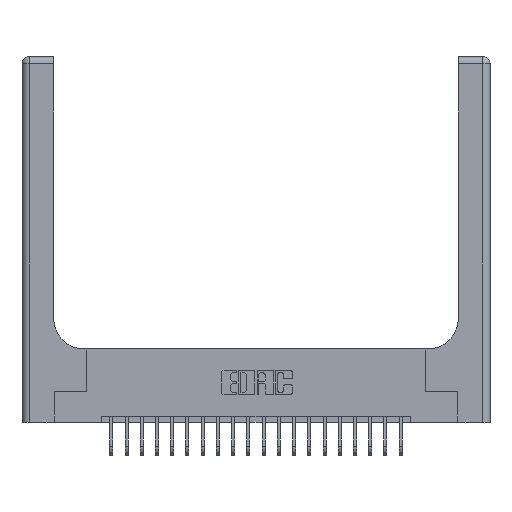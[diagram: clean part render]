
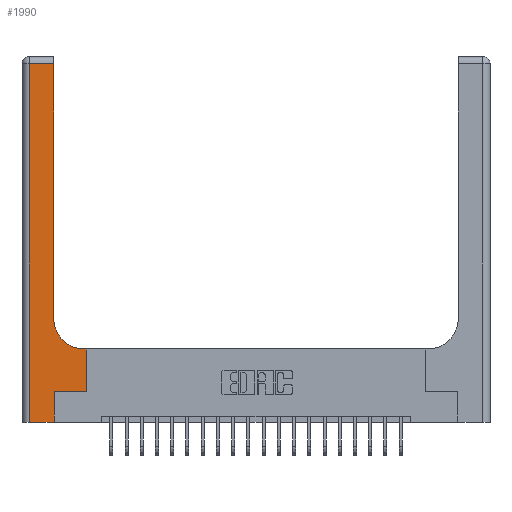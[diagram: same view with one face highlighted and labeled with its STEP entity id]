
A CAD part, top view. The second image highlights one B-rep face of the part: STEP entity #1990.
In plain terms, the highlighted planar face has unit normal (0, 0, 1).
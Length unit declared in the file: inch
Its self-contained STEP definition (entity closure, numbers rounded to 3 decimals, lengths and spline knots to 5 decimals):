
#43 = VECTOR ( 'NONE', #14532, 39.37008 ) ;
#1177 = CARTESIAN_POINT ( 'NONE',  ( 0.265, 0.25, 0.37 ) ) ;
#1409 = VECTOR ( 'NONE', #14929, 39.37008 ) ;
#1532 = VERTEX_POINT ( 'NONE', #16718 ) ;
#1744 = DIRECTION ( 'NONE',  ( 1., 0., 0. ) ) ;
#1990 = ADVANCED_FACE ( 'NONE', ( #17071 ), #6751, .F. ) ;
#2095 = CARTESIAN_POINT ( 'NONE',  ( 0.265, 0.25, 0.37 ) ) ;
#2806 = CARTESIAN_POINT ( 'NONE',  ( 0.528, 0.25, 0.37 ) ) ;
#3198 = EDGE_CURVE ( 'NONE', #14783, #19562, #17563, .T. ) ;
#3713 = LINE ( 'NONE', #5053, #7935 ) ;
#3800 = CARTESIAN_POINT ( 'NONE',  ( 0.06, 3., 0.37 ) ) ;
#4797 = VERTEX_POINT ( 'NONE', #10466 ) ;
#4984 = LINE ( 'NONE', #11706, #8663 ) ;
#5053 = CARTESIAN_POINT ( 'NONE',  ( 0., 0., 0.37 ) ) ;
#5320 = DIRECTION ( 'NONE',  ( 0., 1., 0. ) ) ;
#5448 = CARTESIAN_POINT ( 'NONE',  ( 0.06, 2.94, 0.37 ) ) ;
#5599 = CARTESIAN_POINT ( 'NONE',  ( 0.265, 0., 0.37 ) ) ;
#6076 = DIRECTION ( 'NONE',  ( 0., 1., 0. ) ) ;
#6217 = EDGE_CURVE ( 'NONE', #18789, #1532, #11323, .T. ) ;
#6456 = AXIS2_PLACEMENT_3D ( 'NONE', #16226, #8310, #19399 ) ;
#6540 = LINE ( 'NONE', #5599, #14459 ) ;
#6635 = CARTESIAN_POINT ( 'NONE',  ( 0., 2.94, 0.37 ) ) ;
#6751 = PLANE ( 'NONE',  #6456 ) ;
#6766 = DIRECTION ( 'NONE',  ( 0., 0., -1. ) ) ;
#7134 = VECTOR ( 'NONE', #6076, 39.37008 ) ;
#7206 = VECTOR ( 'NONE', #13893, 39.37008 ) ;
#7458 = ORIENTED_EDGE ( 'NONE', *, *, #6217, .T. ) ;
#7798 = VERTEX_POINT ( 'NONE', #2095 ) ;
#7806 = ORIENTED_EDGE ( 'NONE', *, *, #3198, .T. ) ;
#7935 = VECTOR ( 'NONE', #1744, 39.37008 ) ;
#8307 = LINE ( 'NONE', #17960, #13030 ) ;
#8310 = DIRECTION ( 'NONE',  ( 0., 0., -1. ) ) ;
#8331 = VERTEX_POINT ( 'NONE', #17878 ) ;
#8663 = VECTOR ( 'NONE', #10102, 39.37008 ) ;
#9784 = CARTESIAN_POINT ( 'NONE',  ( 0.528, 0.25, 0.37 ) ) ;
#10102 = DIRECTION ( 'NONE',  ( -1., 0., 0. ) ) ;
#10466 = CARTESIAN_POINT ( 'NONE',  ( 0.265, 0., 0.37 ) ) ;
#10490 = ORIENTED_EDGE ( 'NONE', *, *, #12133, .T. ) ;
#10541 = EDGE_CURVE ( 'NONE', #19897, #14783, #8307, .T. ) ;
#11323 = LINE ( 'NONE', #2806, #7134 ) ;
#11590 = EDGE_LOOP ( 'NONE', ( #14019, #7806, #12818, #13821, #18512, #15883, #7458, #18809, #10490 ) ) ;
#11706 = CARTESIAN_POINT ( 'NONE',  ( 0.26, 0.6, 0.37 ) ) ;
#12133 = EDGE_CURVE ( 'NONE', #8331, #19897, #17430, .T. ) ;
#12306 = EDGE_CURVE ( 'NONE', #4797, #7798, #6540, .T. ) ;
#12394 = LINE ( 'NONE', #1177, #7206 ) ;
#12818 = ORIENTED_EDGE ( 'NONE', *, *, #19557, .T. ) ;
#13030 = VECTOR ( 'NONE', #5320, 39.37008 ) ;
#13655 = EDGE_CURVE ( 'NONE', #17699, #4797, #3713, .T. ) ;
#13661 = LINE ( 'NONE', #3800, #1409 ) ;
#13821 = ORIENTED_EDGE ( 'NONE', *, *, #13655, .T. ) ;
#13893 = DIRECTION ( 'NONE',  ( 1., 0., 0. ) ) ;
#14019 = ORIENTED_EDGE ( 'NONE', *, *, #10541, .T. ) ;
#14459 = VECTOR ( 'NONE', #15009, 39.37008 ) ;
#14532 = DIRECTION ( 'NONE',  ( -1., 0., 0. ) ) ;
#14662 = EDGE_CURVE ( 'NONE', #7798, #18789, #12394, .T. ) ;
#14783 = VERTEX_POINT ( 'NONE', #17337 ) ;
#14929 = DIRECTION ( 'NONE',  ( 0., -1., 0. ) ) ;
#15009 = DIRECTION ( 'NONE',  ( 0., 1., 0. ) ) ;
#15055 = EDGE_CURVE ( 'NONE', #1532, #8331, #4984, .T. ) ;
#15735 = CARTESIAN_POINT ( 'NONE',  ( 0.26, 0.85, 0.37 ) ) ;
#15883 = ORIENTED_EDGE ( 'NONE', *, *, #14662, .T. ) ;
#16226 = CARTESIAN_POINT ( 'NONE',  ( 0., 3., 0.37 ) ) ;
#16235 = CARTESIAN_POINT ( 'NONE',  ( 0.51, 0.85, 0.37 ) ) ;
#16718 = CARTESIAN_POINT ( 'NONE',  ( 0.528, 0.6, 0.37 ) ) ;
#17071 = FACE_OUTER_BOUND ( 'NONE', #11590, .T. ) ;
#17337 = CARTESIAN_POINT ( 'NONE',  ( 0.26, 2.94, 0.37 ) ) ;
#17430 = CIRCLE ( 'NONE', #20447, 0.25 ) ;
#17563 = LINE ( 'NONE', #6635, #43 ) ;
#17699 = VERTEX_POINT ( 'NONE', #19589 ) ;
#17832 = DIRECTION ( 'NONE',  ( 1., 0., 0. ) ) ;
#17878 = CARTESIAN_POINT ( 'NONE',  ( 0.51, 0.6, 0.37 ) ) ;
#17960 = CARTESIAN_POINT ( 'NONE',  ( 0.26, 3., 0.37 ) ) ;
#18512 = ORIENTED_EDGE ( 'NONE', *, *, #12306, .T. ) ;
#18789 = VERTEX_POINT ( 'NONE', #9784 ) ;
#18809 = ORIENTED_EDGE ( 'NONE', *, *, #15055, .T. ) ;
#19399 = DIRECTION ( 'NONE',  ( -1., 0., 0. ) ) ;
#19557 = EDGE_CURVE ( 'NONE', #19562, #17699, #13661, .T. ) ;
#19562 = VERTEX_POINT ( 'NONE', #5448 ) ;
#19589 = CARTESIAN_POINT ( 'NONE',  ( 0.06, 0., 0.37 ) ) ;
#19897 = VERTEX_POINT ( 'NONE', #15735 ) ;
#20447 = AXIS2_PLACEMENT_3D ( 'NONE', #16235, #6766, #17832 ) ;
